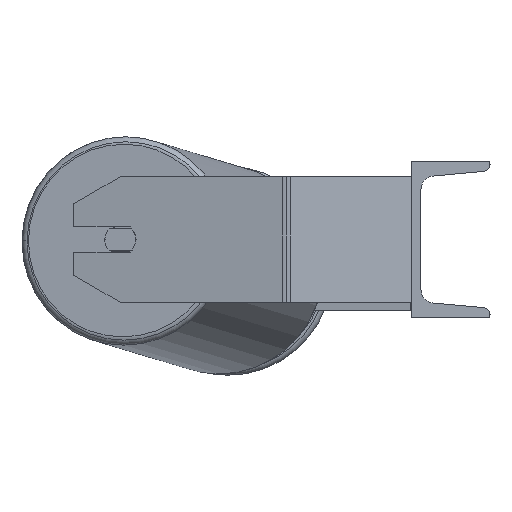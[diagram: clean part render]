
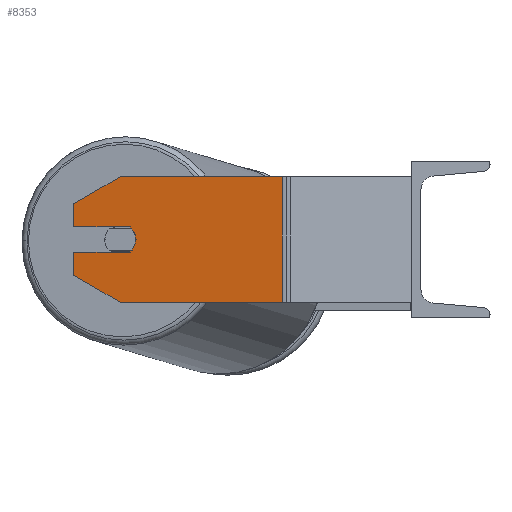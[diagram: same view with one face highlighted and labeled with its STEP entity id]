
A CAD part, left-side view. The second image highlights one B-rep face of the part: STEP entity #8353.
In plain terms, the highlighted planar face has unit normal (-0.985, 0.174, 0).
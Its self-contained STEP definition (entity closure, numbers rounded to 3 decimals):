
#80 = LINE ( 'NONE', #2773, #2968 ) ;
#145 = VECTOR ( 'NONE', #3435, 1000. ) ;
#559 = VERTEX_POINT ( 'NONE', #5262 ) ;
#572 = CIRCLE ( 'NONE', #2955, 10. ) ;
#652 = LINE ( 'NONE', #7802, #145 ) ;
#701 = ORIENTED_EDGE ( 'NONE', *, *, #6313, .F. ) ;
#755 = CARTESIAN_POINT ( 'NONE',  ( -580.33, 185.757, -40. ) ) ;
#780 = VERTEX_POINT ( 'NONE', #6902 ) ;
#985 = LINE ( 'NONE', #8133, #3370 ) ;
#1209 = VECTOR ( 'NONE', #1422, 1000. ) ;
#1375 = CARTESIAN_POINT ( 'NONE',  ( -575.121, 215.301, 40. ) ) ;
#1422 = DIRECTION ( 'NONE',  ( 0., 0., -1. ) ) ;
#1455 = VERTEX_POINT ( 'NONE', #3430 ) ;
#1482 = CIRCLE ( 'NONE', #2813, 10. ) ;
#1498 = VECTOR ( 'NONE', #7576, 1000. ) ;
#1516 = VERTEX_POINT ( 'NONE', #7260 ) ;
#1524 = CARTESIAN_POINT ( 'NONE',  ( -580.33, 185.757, 0. ) ) ;
#1642 = AXIS2_PLACEMENT_3D ( 'NONE', #4668, #6901, #6038 ) ;
#1848 = PLANE ( 'NONE',  #1642 ) ;
#1879 = DIRECTION ( 'NONE',  ( 0., 0., -1. ) ) ;
#1970 = VERTEX_POINT ( 'NONE', #2957 ) ;
#2197 = ORIENTED_EDGE ( 'NONE', *, *, #4910, .T. ) ;
#2268 = ORIENTED_EDGE ( 'NONE', *, *, #8803, .T. ) ;
#2642 = EDGE_LOOP ( 'NONE', ( #2268, #3305, #5641, #8306, #3486, #2197, #5116, #5607, #701, #6300, #5569 ) ) ;
#2705 = CARTESIAN_POINT ( 'NONE',  ( -598.552, 82.416, 40. ) ) ;
#2773 = CARTESIAN_POINT ( 'NONE',  ( -575.121, 215.301, 8. ) ) ;
#2813 = AXIS2_PLACEMENT_3D ( 'NONE', #5410, #5369, #6786 ) ;
#2955 = AXIS2_PLACEMENT_3D ( 'NONE', #1524, #9135, #5617 ) ;
#2957 = CARTESIAN_POINT ( 'NONE',  ( -575.121, 215.301, -22.679 ) ) ;
#2968 = VECTOR ( 'NONE', #4935, 1000. ) ;
#3305 = ORIENTED_EDGE ( 'NONE', *, *, #6496, .T. ) ;
#3342 = CARTESIAN_POINT ( 'NONE',  ( -575.121, 215.301, 22.679 ) ) ;
#3364 = VECTOR ( 'NONE', #7264, 1000. ) ;
#3370 = VECTOR ( 'NONE', #6562, 1000. ) ;
#3430 = CARTESIAN_POINT ( 'NONE',  ( -581.372, 179.848, 8. ) ) ;
#3435 = DIRECTION ( 'NONE',  ( -0.174, -0.985, 0. ) ) ;
#3486 = ORIENTED_EDGE ( 'NONE', *, *, #4252, .F. ) ;
#3984 = VECTOR ( 'NONE', #1879, 1000. ) ;
#4050 = VERTEX_POINT ( 'NONE', #5613 ) ;
#4226 = CARTESIAN_POINT ( 'NONE',  ( -575.121, 215.301, 8. ) ) ;
#4252 = EDGE_CURVE ( 'NONE', #5645, #559, #5795, .T. ) ;
#4475 = CARTESIAN_POINT ( 'NONE',  ( -580.33, 185.757, -40. ) ) ;
#4668 = CARTESIAN_POINT ( 'NONE',  ( -575.121, 215.301, 40. ) ) ;
#4688 = VERTEX_POINT ( 'NONE', #755 ) ;
#4758 = EDGE_CURVE ( 'NONE', #4050, #5619, #985, .T. ) ;
#4774 = LINE ( 'NONE', #6965, #1498 ) ;
#4910 = EDGE_CURVE ( 'NONE', #5645, #4050, #8926, .T. ) ;
#4935 = DIRECTION ( 'NONE',  ( 0.174, 0.985, 0. ) ) ;
#5016 = LINE ( 'NONE', #1375, #1209 ) ;
#5116 = ORIENTED_EDGE ( 'NONE', *, *, #4758, .T. ) ;
#5262 = CARTESIAN_POINT ( 'NONE',  ( -598.552, 82.416, 40. ) ) ;
#5369 = DIRECTION ( 'NONE',  ( -0.985, 0.174, 0. ) ) ;
#5410 = CARTESIAN_POINT ( 'NONE',  ( -580.33, 185.757, 0. ) ) ;
#5540 = DIRECTION ( 'NONE',  ( 0.15, 0.853, -0.5 ) ) ;
#5569 = ORIENTED_EDGE ( 'NONE', *, *, #7098, .F. ) ;
#5607 = ORIENTED_EDGE ( 'NONE', *, *, #8460, .F. ) ;
#5613 = CARTESIAN_POINT ( 'NONE',  ( -575.121, 215.301, 22.679 ) ) ;
#5617 = DIRECTION ( 'NONE',  ( -0.174, -0.985, 0. ) ) ;
#5619 = VERTEX_POINT ( 'NONE', #4226 ) ;
#5641 = ORIENTED_EDGE ( 'NONE', *, *, #8065, .T. ) ;
#5645 = VERTEX_POINT ( 'NONE', #8655 ) ;
#5682 = VERTEX_POINT ( 'NONE', #7956 ) ;
#5795 = LINE ( 'NONE', #8478, #3364 ) ;
#5799 = LINE ( 'NONE', #4475, #7054 ) ;
#6038 = DIRECTION ( 'NONE',  ( 0.174, 0.985, 0. ) ) ;
#6300 = ORIENTED_EDGE ( 'NONE', *, *, #6979, .F. ) ;
#6313 = EDGE_CURVE ( 'NONE', #1516, #1455, #572, .T. ) ;
#6496 = EDGE_CURVE ( 'NONE', #1970, #4688, #5799, .T. ) ;
#6562 = DIRECTION ( 'NONE',  ( 0., 0., -1. ) ) ;
#6598 = VECTOR ( 'NONE', #5540, 1000. ) ;
#6644 = EDGE_CURVE ( 'NONE', #559, #5682, #8897, .T. ) ;
#6773 = FACE_OUTER_BOUND ( 'NONE', #2642, .T. ) ;
#6786 = DIRECTION ( 'NONE',  ( -0.174, -0.985, 0. ) ) ;
#6901 = DIRECTION ( 'NONE',  ( 0.985, -0.174, 0. ) ) ;
#6902 = CARTESIAN_POINT ( 'NONE',  ( -581.372, 179.848, -8. ) ) ;
#6965 = CARTESIAN_POINT ( 'NONE',  ( -575.121, 215.301, -40. ) ) ;
#6979 = EDGE_CURVE ( 'NONE', #780, #1516, #1482, .T. ) ;
#7054 = VECTOR ( 'NONE', #7270, 1000. ) ;
#7098 = EDGE_CURVE ( 'NONE', #8804, #780, #652, .T. ) ;
#7260 = CARTESIAN_POINT ( 'NONE',  ( -582.067, 175.909, 0. ) ) ;
#7264 = DIRECTION ( 'NONE',  ( -0.174, -0.985, 0. ) ) ;
#7270 = DIRECTION ( 'NONE',  ( -0.15, -0.853, -0.5 ) ) ;
#7576 = DIRECTION ( 'NONE',  ( -0.174, -0.985, 0. ) ) ;
#7802 = CARTESIAN_POINT ( 'NONE',  ( -581.372, 179.848, -8. ) ) ;
#7956 = CARTESIAN_POINT ( 'NONE',  ( -598.552, 82.416, -40. ) ) ;
#8065 = EDGE_CURVE ( 'NONE', #4688, #5682, #4774, .T. ) ;
#8133 = CARTESIAN_POINT ( 'NONE',  ( -575.121, 215.301, 40. ) ) ;
#8306 = ORIENTED_EDGE ( 'NONE', *, *, #6644, .F. ) ;
#8353 = ADVANCED_FACE ( 'NONE', ( #6773 ), #1848, .F. ) ;
#8460 = EDGE_CURVE ( 'NONE', #1455, #5619, #80, .T. ) ;
#8478 = CARTESIAN_POINT ( 'NONE',  ( -575.121, 215.301, 40. ) ) ;
#8655 = CARTESIAN_POINT ( 'NONE',  ( -580.33, 185.757, 40. ) ) ;
#8803 = EDGE_CURVE ( 'NONE', #8804, #1970, #5016, .T. ) ;
#8804 = VERTEX_POINT ( 'NONE', #9128 ) ;
#8897 = LINE ( 'NONE', #2705, #3984 ) ;
#8926 = LINE ( 'NONE', #3342, #6598 ) ;
#9128 = CARTESIAN_POINT ( 'NONE',  ( -575.121, 215.301, -8. ) ) ;
#9135 = DIRECTION ( 'NONE',  ( -0.985, 0.174, 0. ) ) ;
